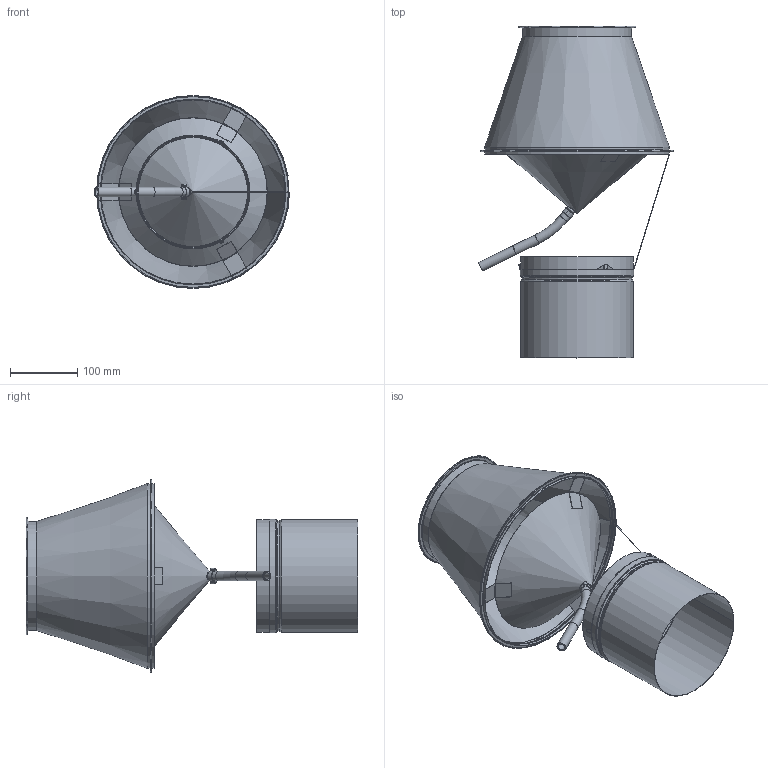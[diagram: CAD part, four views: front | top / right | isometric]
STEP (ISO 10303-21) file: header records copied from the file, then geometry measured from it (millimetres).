
FILE_DESCRIPTION(/* description */ ('Underdel HJHR'),/* implementation_level */ '2;1');
FILE_NAME(/* name */ 'HJHR-03.stp',/* time_stamp */ '2016-05-23T17:26:28+02:00',/* author */ ('CAD'),/* organization */ (''),/* preprocessor_version */ 'ST-DEVELOPER v15.6',/* originating_system */ 'Autodesk Inventor 2015',/* authorisation */ '');
FILE_SCHEMA (('AUTOMOTIVE_DESIGN { 1 0 10303 214 3 1 1 }'));
Length unit declared in the file: millimetre
Products named in the file (10): HJH-AA-12; HJH-AB-21; HJH-AC-03; HJH-AD-03; HML-160; Slang-HJH-160; Slangklämma; BlindnitmutterM6; HNGN-160; HJHR-03
Bounding box: 289.11 x 492 x 286.18 mm (x, y, z)
Volume: 285830.1 mm3; surface area: 401603.4 mm2
Topology: 11 solids, 11 shells, 252 faces, 547 edges, 307 vertices
Faces by surface type: plane 125, cylinder 59, cone 34, torus 30, bspline 4
Full cylindrical faces by diameter (mm): 10 x3, 14 x2, 160.5 x1, 161.5 x1, 161.7 x1, 162.035 x1, 163.235 x1, 166.035 x2, 167.235 x2, 167.7 x1, 168.9 x1, 171.05 x1, 273 x2, 274.2 x2, 275 x1, 283 x1
Entity records: 6891 total; most frequent: CARTESIAN_POINT 1504, DIRECTION 1150, ORIENTED_EDGE 948, EDGE_CURVE 474, AXIS2_PLACEMENT_3D 457, VERTEX_POINT 270, EDGE_LOOP 242, LINE 236
